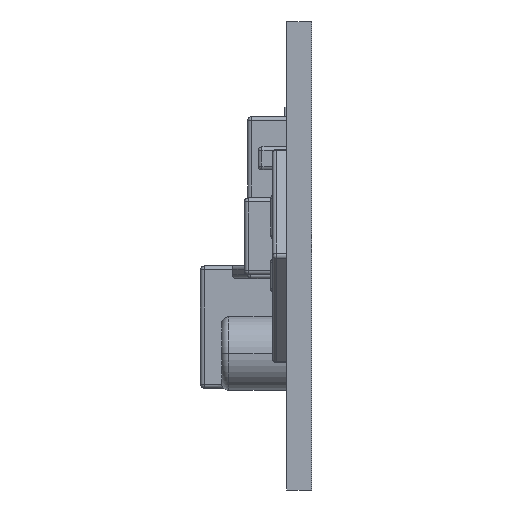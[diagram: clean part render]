
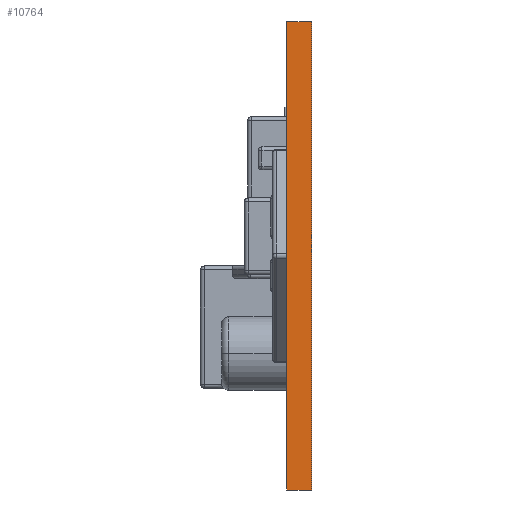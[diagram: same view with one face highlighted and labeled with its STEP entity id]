
A CAD part, left-side view. The second image highlights one B-rep face of the part: STEP entity #10764.
In plain terms, the highlighted planar face has unit normal (-1, 0, 0).
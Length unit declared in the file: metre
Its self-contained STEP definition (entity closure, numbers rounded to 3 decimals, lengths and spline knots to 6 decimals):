
#26=DIRECTION('',(0.,0.,1.));
#27=VECTOR('',#26,30.4587);
#28=CARTESIAN_POINT('',(-35.2637,0.,-14.9648));
#29=LINE('',#28,#27);
#1170=DIRECTION('',(0.,-1.,0.));
#1171=VECTOR('',#1170,1.6256);
#1172=CARTESIAN_POINT('',(-35.2637,0.,-14.9648));
#1173=LINE('',#1172,#1171);
#1174=DIRECTION('',(0.,-1.,0.));
#1175=VECTOR('',#1174,1.6256);
#1176=CARTESIAN_POINT('',(-35.2637,0.,15.4939));
#1177=LINE('',#1176,#1175);
#1230=DIRECTION('',(0.,0.,1.));
#1231=VECTOR('',#1230,30.4587);
#1232=CARTESIAN_POINT('',(-35.2637,-1.6256,-14.9648));
#1233=LINE('',#1232,#1231);
#7596=CARTESIAN_POINT('',(-35.2637,0.,15.4939));
#7598=VERTEX_POINT('',#7596);
#7601=CARTESIAN_POINT('',(-35.2637,0.,-14.9648));
#7603=VERTEX_POINT('',#7601);
#7620=CARTESIAN_POINT('',(-35.2637,-1.6256,15.4939));
#7622=VERTEX_POINT('',#7620);
#7626=CARTESIAN_POINT('',(-35.2637,-1.6256,-14.9648));
#7627=VERTEX_POINT('',#7626);
#10751=CARTESIAN_POINT('',(-35.2637,0.,-14.9648));
#10752=DIRECTION('',(-1.,0.,0.));
#10753=DIRECTION('',(0.,0.,1.));
#10754=AXIS2_PLACEMENT_3D('',#10751,#10752,#10753);
#10755=PLANE('',#10754);
#10756=ORIENTED_EDGE('',*,*,#9713,.T.);
#10758=ORIENTED_EDGE('',*,*,#10757,.T.);
#10760=ORIENTED_EDGE('',*,*,#10759,.F.);
#10761=ORIENTED_EDGE('',*,*,#10743,.F.);
#10762=EDGE_LOOP('',(#10756,#10758,#10760,#10761));
#10763=FACE_OUTER_BOUND('',#10762,.F.);
#10764=ADVANCED_FACE('',(#10763),#10755,.T.);
#9713=EDGE_CURVE('',#7603,#7598,#29,.T.);
#10743=EDGE_CURVE('',#7603,#7627,#1173,.T.);
#10757=EDGE_CURVE('',#7598,#7622,#1177,.T.);
#10759=EDGE_CURVE('',#7627,#7622,#1233,.T.);
